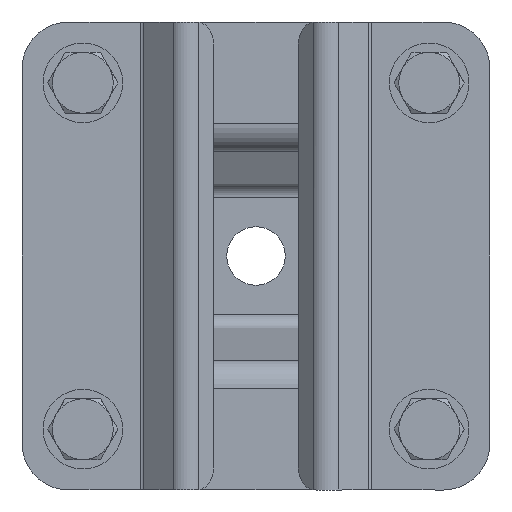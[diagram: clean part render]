
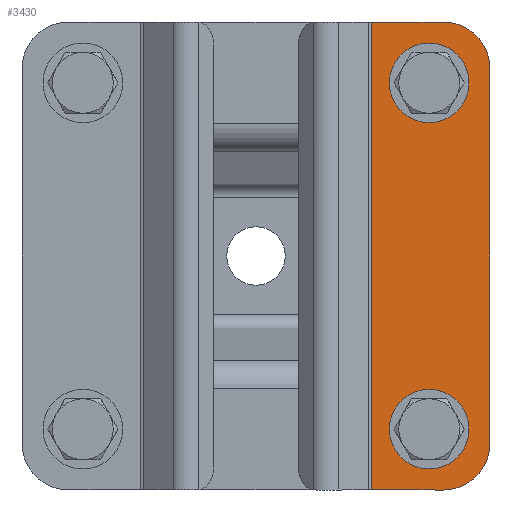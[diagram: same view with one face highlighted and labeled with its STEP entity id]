
A CAD part, front view. The second image highlights one B-rep face of the part: STEP entity #3430.
In plain terms, the highlighted planar face has unit normal (0, -1, 0).
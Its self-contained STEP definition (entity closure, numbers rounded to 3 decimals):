
#167 = VERTEX_POINT ( 'NONE', #14847 ) ;
#703 = AXIS2_PLACEMENT_3D ( 'NONE', #1942, #16173, #2050 ) ;
#745 = VECTOR ( 'NONE', #6246, 1000. ) ;
#761 = CIRCLE ( 'NONE', #7272, 10. ) ;
#863 = VERTEX_POINT ( 'NONE', #8865 ) ;
#952 = ORIENTED_EDGE ( 'NONE', *, *, #9922, .T. ) ;
#1282 = DIRECTION ( 'NONE',  ( 0., 0., 1. ) ) ;
#1382 = VECTOR ( 'NONE', #15623, 1000. ) ;
#1557 = EDGE_CURVE ( 'NONE', #5735, #14693, #761, .T. ) ;
#1855 = AXIS2_PLACEMENT_3D ( 'NONE', #2933, #4270, #13190 ) ;
#1942 = CARTESIAN_POINT ( 'NONE',  ( 37., 0., 8.25 ) ) ;
#2050 = DIRECTION ( 'NONE',  ( 0., 0., 1. ) ) ;
#2224 = DIRECTION ( 'NONE',  ( 0., -1., 0. ) ) ;
#2328 = CARTESIAN_POINT ( 'NONE',  ( 50., 0., -4.066 ) ) ;
#2813 = VERTEX_POINT ( 'NONE', #10922 ) ;
#2826 = DIRECTION ( 'NONE',  ( 0., -1., 0. ) ) ;
#2912 = CARTESIAN_POINT ( 'NONE',  ( -37., 0., 3.75 ) ) ;
#2933 = CARTESIAN_POINT ( 'NONE',  ( -37., 0., 8.25 ) ) ;
#3103 = ORIENTED_EDGE ( 'NONE', *, *, #8895, .F. ) ;
#3361 = CARTESIAN_POINT ( 'NONE',  ( -37., 0., 12.75 ) ) ;
#3430 = ADVANCED_FACE ( 'NONE', ( #11552, #15792, #5496 ), #10162, .F. ) ;
#3676 = DIRECTION ( 'NONE',  ( 0., 1., 0. ) ) ;
#3859 = ORIENTED_EDGE ( 'NONE', *, *, #1557, .T. ) ;
#3911 = CARTESIAN_POINT ( 'NONE',  ( 37., 0., 8.25 ) ) ;
#3962 = ORIENTED_EDGE ( 'NONE', *, *, #15264, .T. ) ;
#4026 = LINE ( 'NONE', #12988, #9444 ) ;
#4196 = ORIENTED_EDGE ( 'NONE', *, *, #14933, .T. ) ;
#4270 = DIRECTION ( 'NONE',  ( 0., 1., 0. ) ) ;
#4360 = CIRCLE ( 'NONE', #703, 4.5 ) ;
#4370 = ORIENTED_EDGE ( 'NONE', *, *, #15385, .F. ) ;
#4647 = LINE ( 'NONE', #4789, #6857 ) ;
#4669 = DIRECTION ( 'NONE',  ( 0., 0., 1. ) ) ;
#4720 = CARTESIAN_POINT ( 'NONE',  ( 37., 0., 3.75 ) ) ;
#4726 = CARTESIAN_POINT ( 'NONE',  ( -40., 0., 11.25 ) ) ;
#4727 = DIRECTION ( 'NONE',  ( 0., 0., 1. ) ) ;
#4789 = CARTESIAN_POINT ( 'NONE',  ( -50., 0., -21.25 ) ) ;
#4809 = AXIS2_PLACEMENT_3D ( 'NONE', #15826, #2826, #6807 ) ;
#4890 = AXIS2_PLACEMENT_3D ( 'NONE', #14047, #3676, #11273 ) ;
#5202 = EDGE_CURVE ( 'NONE', #863, #14693, #4647, .T. ) ;
#5299 = ORIENTED_EDGE ( 'NONE', *, *, #9192, .T. ) ;
#5496 = FACE_BOUND ( 'NONE', #11967, .T. ) ;
#5542 = ORIENTED_EDGE ( 'NONE', *, *, #10962, .T. ) ;
#5735 = VERTEX_POINT ( 'NONE', #8192 ) ;
#6246 = DIRECTION ( 'NONE',  ( -1., 0., 0. ) ) ;
#6446 = DIRECTION ( 'NONE',  ( 0., 1., 0. ) ) ;
#6594 = VERTEX_POINT ( 'NONE', #2912 ) ;
#6602 = DIRECTION ( 'NONE',  ( 0., 0., 1. ) ) ;
#6772 = DIRECTION ( 'NONE',  ( 0., 0., -1. ) ) ;
#6807 = DIRECTION ( 'NONE',  ( 0., 0., 1. ) ) ;
#6857 = VECTOR ( 'NONE', #4727, 1000. ) ;
#6956 = LINE ( 'NONE', #2328, #745 ) ;
#7272 = AXIS2_PLACEMENT_3D ( 'NONE', #4726, #2224, #4669 ) ;
#7602 = ORIENTED_EDGE ( 'NONE', *, *, #10076, .F. ) ;
#7739 = CIRCLE ( 'NONE', #4809, 10. ) ;
#8192 = CARTESIAN_POINT ( 'NONE',  ( -40., 0., 21.25 ) ) ;
#8203 = LINE ( 'NONE', #11621, #1382 ) ;
#8368 = ORIENTED_EDGE ( 'NONE', *, *, #5202, .F. ) ;
#8842 = CARTESIAN_POINT ( 'NONE',  ( -50., 0., 11.25 ) ) ;
#8865 = CARTESIAN_POINT ( 'NONE',  ( -50., 0., -4.066 ) ) ;
#8895 = EDGE_CURVE ( 'NONE', #5735, #2813, #8203, .T. ) ;
#9192 = EDGE_CURVE ( 'NONE', #9323, #16188, #4360, .T. ) ;
#9323 = VERTEX_POINT ( 'NONE', #4720 ) ;
#9444 = VECTOR ( 'NONE', #6772, 1000. ) ;
#9922 = EDGE_CURVE ( 'NONE', #13003, #6594, #15453, .T. ) ;
#10076 = EDGE_CURVE ( 'NONE', #15220, #863, #6956, .T. ) ;
#10162 = PLANE ( 'NONE',  #13804 ) ;
#10922 = CARTESIAN_POINT ( 'NONE',  ( 40., 0., 21.25 ) ) ;
#10962 = EDGE_CURVE ( 'NONE', #167, #2813, #7739, .T. ) ;
#11273 = DIRECTION ( 'NONE',  ( 0., 0., 1. ) ) ;
#11552 = FACE_OUTER_BOUND ( 'NONE', #13018, .T. ) ;
#11621 = CARTESIAN_POINT ( 'NONE',  ( -50., 0., 21.25 ) ) ;
#11705 = CARTESIAN_POINT ( 'NONE',  ( 37., 0., 12.75 ) ) ;
#11967 = EDGE_LOOP ( 'NONE', ( #3962, #5299 ) ) ;
#12011 = EDGE_LOOP ( 'NONE', ( #952, #4196 ) ) ;
#12420 = AXIS2_PLACEMENT_3D ( 'NONE', #3911, #14343, #6602 ) ;
#12721 = CARTESIAN_POINT ( 'NONE',  ( 50., 0., -4.066 ) ) ;
#12988 = CARTESIAN_POINT ( 'NONE',  ( 50., 0., -21.25 ) ) ;
#13003 = VERTEX_POINT ( 'NONE', #3361 ) ;
#13018 = EDGE_LOOP ( 'NONE', ( #7602, #4370, #5542, #3103, #3859, #8368 ) ) ;
#13190 = DIRECTION ( 'NONE',  ( 0., 0., 1. ) ) ;
#13725 = CIRCLE ( 'NONE', #1855, 4.5 ) ;
#13804 = AXIS2_PLACEMENT_3D ( 'NONE', #13863, #6446, #1282 ) ;
#13863 = CARTESIAN_POINT ( 'NONE',  ( 50., 0., 21.25 ) ) ;
#14047 = CARTESIAN_POINT ( 'NONE',  ( -37., 0., 8.25 ) ) ;
#14343 = DIRECTION ( 'NONE',  ( 0., 1., 0. ) ) ;
#14693 = VERTEX_POINT ( 'NONE', #8842 ) ;
#14847 = CARTESIAN_POINT ( 'NONE',  ( 50., 0., 11.25 ) ) ;
#14933 = EDGE_CURVE ( 'NONE', #6594, #13003, #13725, .T. ) ;
#15153 = CIRCLE ( 'NONE', #12420, 4.5 ) ;
#15220 = VERTEX_POINT ( 'NONE', #12721 ) ;
#15264 = EDGE_CURVE ( 'NONE', #16188, #9323, #15153, .T. ) ;
#15385 = EDGE_CURVE ( 'NONE', #167, #15220, #4026, .T. ) ;
#15453 = CIRCLE ( 'NONE', #4890, 4.5 ) ;
#15623 = DIRECTION ( 'NONE',  ( 1., 0., 0. ) ) ;
#15792 = FACE_BOUND ( 'NONE', #12011, .T. ) ;
#15826 = CARTESIAN_POINT ( 'NONE',  ( 40., 0., 11.25 ) ) ;
#16173 = DIRECTION ( 'NONE',  ( 0., 1., 0. ) ) ;
#16188 = VERTEX_POINT ( 'NONE', #11705 ) ;
